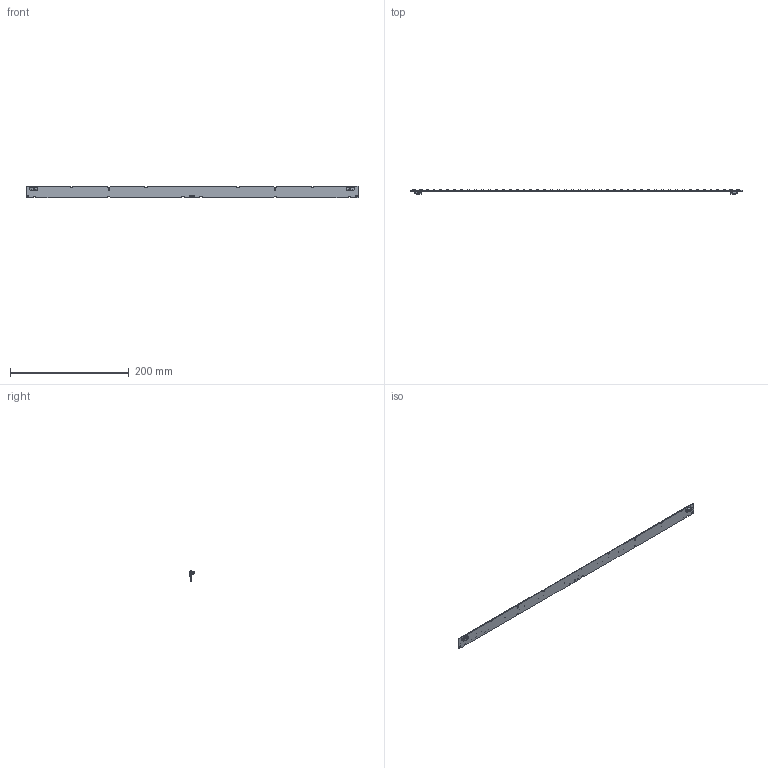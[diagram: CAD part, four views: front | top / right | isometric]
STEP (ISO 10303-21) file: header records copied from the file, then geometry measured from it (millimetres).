
FILE_DESCRIPTION (( 'STEP AP214' ), '1' );
FILE_NAME ('WU-M-604 BC.STEP', '2018-07-06T09:31:17', ( 'Admin' ), ( 'Microsoft' ), 'SwSTEP 2.0', 'SolidWorks 2017', '' );
FILE_SCHEMA (( 'AUTOMOTIVE_DESIGN' ));
Length unit declared in the file: millimetre
Products named in the file (4): 46_111_1001; STW8A12D; WU-M-604 PCB-Base; WU-M-604 BC
Assembly tree (51 placements, depth 2):
  WU-M-604 BC
    WU-M-604 PCB-Base
    STW8A12D  x48
    46_111_1001  x2
Bounding box: 559 x 7.43 x 20 mm (x, y, z)
Volume: 18066.1 mm3; surface area: 26419.7 mm2
Topology: 51 solids, 51 shells, 4804 faces, 14043 edges, 9738 vertices
Faces by surface type: plane 3683, bspline 723, cylinder 398
Entity records: 123220 total; most frequent: CARTESIAN_POINT 45585, ORIENTED_EDGE 12636, DIRECTION 7827, EDGE_CURVE 6318, VERTEX_POINT 4216, VECTOR 3979, LINE 3979, EDGE_LOOP 2608
